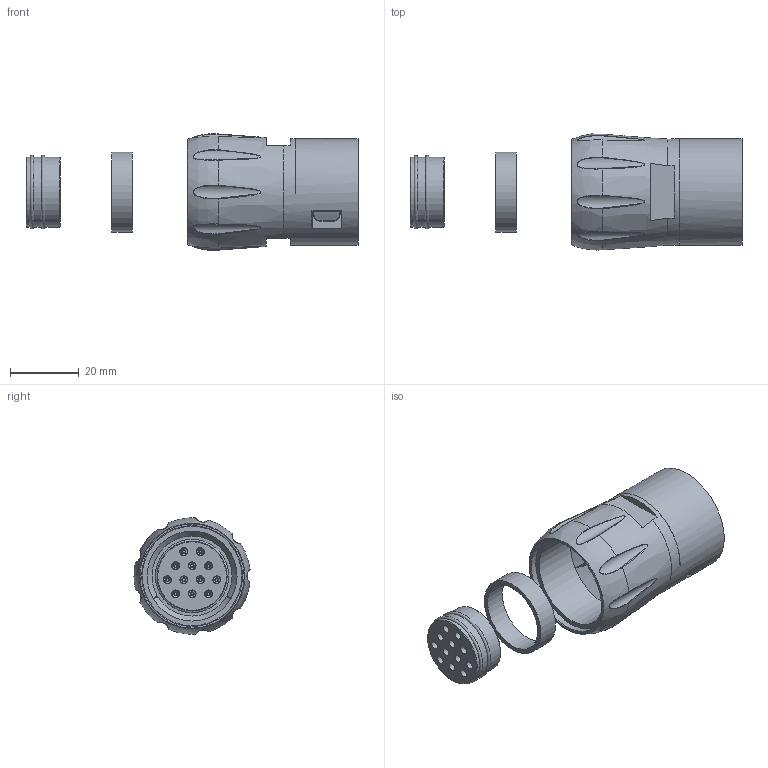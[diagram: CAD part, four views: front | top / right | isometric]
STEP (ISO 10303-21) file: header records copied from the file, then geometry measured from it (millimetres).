
FILE_DESCRIPTION(/* description */ (''),/* implementation_level */ '2;1');
FILE_NAME(/* name */ '08 0110 000 000 001_01-HEC Schutzschlauchverschraubung 12Pol.stp',/* time_stamp */ '2019-10-01T08:38:52+02:00',/* author */ (''),/* organization */ (''),/* preprocessor_version */ 'ST-DEVELOPER v16',/* originating_system */ 'SIEMENS PLM Software NX 11.0',/* authorisation */ '');
FILE_SCHEMA (('AUTOMOTIVE_DESIGN { 1 0 10303 214 3 1 1 1 }'));
Length unit declared in the file: millimetre
Products named in the file (1): rhen2170A913okmy
Bounding box: 96.7 x 33.8 x 33.92 mm (x, y, z)
Volume: 21532.6 mm3; surface area: 14384.5 mm2
Topology: 3 solids, 6 shells, 684 faces, 1610 edges, 957 vertices
Faces by surface type: torus 192, cylinder 179, plane 176, cone 110, bspline 27
Full cylindrical faces by diameter (mm): 0.8 x15, 0.9 x24, 1.3 x2, 2.3 x48, 16.5 x1, 17.3 x1, 20.4 x3, 20.6 x1, 23.3 x1, 26.2 x1, 29 x1, 31 x1
Entity records: 18875 total; most frequent: CARTESIAN_POINT 5279, DIRECTION 2955, ORIENTED_EDGE 2234, AXIS2_PLACEMENT_3D 1272, EDGE_CURVE 1117, EDGE_LOOP 1092, VERTEX_POINT 833, FACE_BOUND 791
